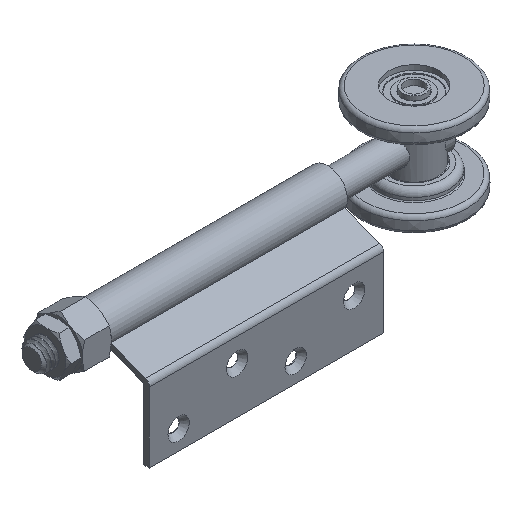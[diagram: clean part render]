
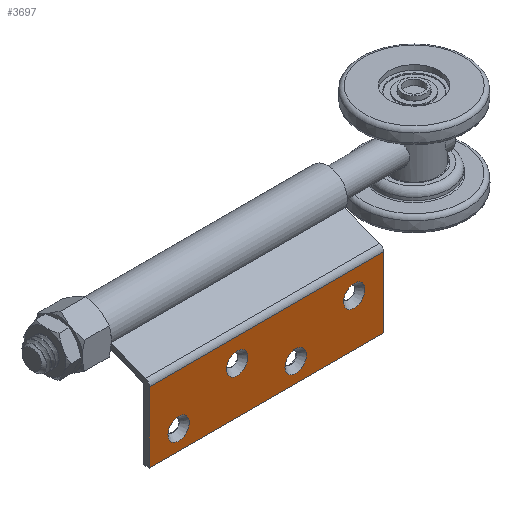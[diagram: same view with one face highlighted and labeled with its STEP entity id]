
A CAD part, isometric view. The second image highlights one B-rep face of the part: STEP entity #3697.
In plain terms, the highlighted planar face has unit normal (0, -1, 0).
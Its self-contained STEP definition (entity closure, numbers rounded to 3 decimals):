
#51=LINE('',#9459,#126);
#74=LINE('',#9538,#149);
#75=LINE('',#9541,#150);
#76=LINE('',#9542,#151);
#126=VECTOR('',#5077,36.);
#149=VECTOR('',#5164,120.);
#150=VECTOR('',#5167,36.);
#151=VECTOR('',#5168,120.);
#370=PLANE('',#4176);
#583=FACE_BOUND('',#1165,.T.);
#584=FACE_BOUND('',#1166,.T.);
#585=FACE_BOUND('',#1167,.T.);
#586=FACE_BOUND('',#1168,.T.);
#812=FACE_OUTER_BOUND('',#1164,.T.);
#1164=EDGE_LOOP('',(#3054,#3055,#3056,#3057));
#1165=EDGE_LOOP('',(#3058));
#1166=EDGE_LOOP('',(#3059));
#1167=EDGE_LOOP('',(#3060));
#1168=EDGE_LOOP('',(#3061));
#1451=CIRCLE('',#4149,5.5);
#1454=CIRCLE('',#4154,5.5);
#1457=CIRCLE('',#4159,5.5);
#1460=CIRCLE('',#4164,5.5);
#1754=VERTEX_POINT('',#9456);
#1755=VERTEX_POINT('',#9458);
#1759=VERTEX_POINT('',#9470);
#1762=VERTEX_POINT('',#9478);
#1765=VERTEX_POINT('',#9486);
#1768=VERTEX_POINT('',#9494);
#1779=VERTEX_POINT('',#9536);
#1780=VERTEX_POINT('',#9540);
#2167=EDGE_CURVE('',#1754,#1755,#51,.T.);
#2173=EDGE_CURVE('',#1759,#1759,#1451,.T.);
#2176=EDGE_CURVE('',#1762,#1762,#1454,.T.);
#2179=EDGE_CURVE('',#1765,#1765,#1457,.T.);
#2182=EDGE_CURVE('',#1768,#1768,#1460,.T.);
#2207=EDGE_CURVE('',#1754,#1779,#74,.T.);
#2208=EDGE_CURVE('',#1779,#1780,#75,.T.);
#2209=EDGE_CURVE('',#1755,#1780,#76,.T.);
#3054=ORIENTED_EDGE('',*,*,#2208,.T.);
#3055=ORIENTED_EDGE('',*,*,#2209,.F.);
#3056=ORIENTED_EDGE('',*,*,#2167,.F.);
#3057=ORIENTED_EDGE('',*,*,#2207,.T.);
#3058=ORIENTED_EDGE('',*,*,#2173,.T.);
#3059=ORIENTED_EDGE('',*,*,#2176,.T.);
#3060=ORIENTED_EDGE('',*,*,#2179,.T.);
#3061=ORIENTED_EDGE('',*,*,#2182,.T.);
#3697=ADVANCED_FACE('',(#812,#583,#584,#585,#586),#370,.T.);
#4149=AXIS2_PLACEMENT_3D('',#9471,#5090,#5091);
#4154=AXIS2_PLACEMENT_3D('',#9479,#5100,#5101);
#4159=AXIS2_PLACEMENT_3D('',#9487,#5110,#5111);
#4164=AXIS2_PLACEMENT_3D('',#9495,#5120,#5121);
#4176=AXIS2_PLACEMENT_3D('',#9539,#5165,#5166);
#5077=DIRECTION('',(0.,0.,1.));
#5090=DIRECTION('center_axis',(0.,1.,0.));
#5091=DIRECTION('ref_axis',(0.,0.,-1.));
#5100=DIRECTION('center_axis',(0.,1.,0.));
#5101=DIRECTION('ref_axis',(0.,0.,-1.));
#5110=DIRECTION('center_axis',(0.,1.,0.));
#5111=DIRECTION('ref_axis',(0.,0.,
-1.));
#5120=DIRECTION('center_axis',(0.,1.,0.));
#5121=DIRECTION('ref_axis',(0.,0.,
-1.));
#5164=DIRECTION('',(1.,0.,0.));
#5165=DIRECTION('center_axis',(0.,-1.,0.));
#5166=DIRECTION('ref_axis',(-1.,0.,0.));
#5167=DIRECTION('',(0.,0.,1.));
#5168=DIRECTION('',(1.,0.,0.));
#9456=CARTESIAN_POINT('',(0.,0.,0.));
#9458=CARTESIAN_POINT('',(0.,0.,36.));
#9459=CARTESIAN_POINT('',(0.,0.,0.));
#9470=CARTESIAN_POINT('',(45.,0.,18.5));
#9471=CARTESIAN_POINT('Origin',(45.,0.,24.));
#9478=CARTESIAN_POINT('',(105.,0.,18.5));
#9479=CARTESIAN_POINT('Origin',(105.,0.,24.));
#9486=CARTESIAN_POINT('',(75.,0.,4.5));
#9487=CARTESIAN_POINT('Origin',(75.,0.,10.));
#9494=CARTESIAN_POINT('',(15.,0.,4.5));
#9495=CARTESIAN_POINT('Origin',(15.,0.,10.));
#9536=CARTESIAN_POINT('',(120.,0.,0.));
#9538=CARTESIAN_POINT('',(0.,0.,0.));
#9539=CARTESIAN_POINT('Origin',(0.,0.,0.));
#9540=CARTESIAN_POINT('',(120.,0.,36.));
#9541=CARTESIAN_POINT('',(120.,0.,0.));
#9542=CARTESIAN_POINT('',(0.,0.,36.));
